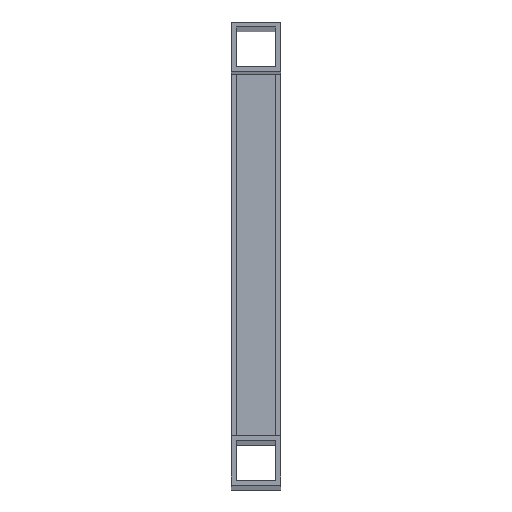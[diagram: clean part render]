
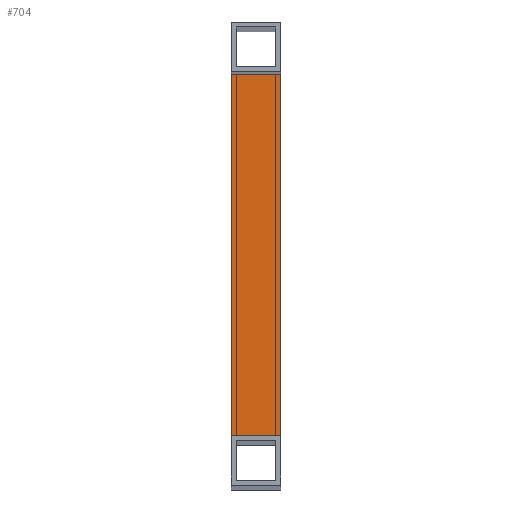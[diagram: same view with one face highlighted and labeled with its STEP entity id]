
A CAD part, top view. The second image highlights one B-rep face of the part: STEP entity #704.
In plain terms, the highlighted planar face has unit normal (0, 0, 1).
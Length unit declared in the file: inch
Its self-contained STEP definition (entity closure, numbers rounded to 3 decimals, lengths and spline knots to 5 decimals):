
#40=FACE_OUTER_BOUND('',#81,.T.);
#81=EDGE_LOOP('',(#556,#557,#558,#559));
#137=LINE('',#1022,#233);
#157=LINE('',#1060,#253);
#165=LINE('',#1075,#261);
#170=LINE('',#1085,#266);
#233=VECTOR('',#838,9.1);
#253=VECTOR('',#862,1.25);
#261=VECTOR('',#872,9.1);
#266=VECTOR('',#879,1.25);
#320=VERTEX_POINT('',#1019);
#321=VERTEX_POINT('',#1021);
#337=VERTEX_POINT('',#1058);
#343=VERTEX_POINT('',#1073);
#393=EDGE_CURVE('',#320,#321,#137,.T.);
#413=EDGE_CURVE('',#337,#320,#157,.T.);
#421=EDGE_CURVE('',#343,#337,#165,.T.);
#426=EDGE_CURVE('',#321,#343,#170,.T.);
#556=ORIENTED_EDGE('',*,*,#426,.F.);
#557=ORIENTED_EDGE('',*,*,#393,.F.);
#558=ORIENTED_EDGE('',*,*,#413,.F.);
#559=ORIENTED_EDGE('',*,*,#421,.F.);
#666=PLANE('',#753);
#704=ADVANCED_FACE('',(#40),#666,.T.);
#753=AXIS2_PLACEMENT_3D('',#1084,#877,#878);
#838=DIRECTION('',(0.,-1.,0.));
#862=DIRECTION('',(1.,0.,0.));
#872=DIRECTION('',(0.,1.,0.));
#877=DIRECTION('center_axis',(0.,0.,1.));
#878=DIRECTION('ref_axis',(-0.5,0.866,0.));
#879=DIRECTION('',(-1.,0.,0.));
#1019=CARTESIAN_POINT('',(-8.79589,4.55,35.75));
#1021=CARTESIAN_POINT('',(-8.79589,-4.55,35.75));
#1022=CARTESIAN_POINT('',(-8.79589,4.55,35.75));
#1058=CARTESIAN_POINT('',(-10.04589,4.55,35.75));
#1060=CARTESIAN_POINT('',(-10.04589,4.55,35.75));
#1073=CARTESIAN_POINT('',(-10.04589,-4.55,35.75));
#1075=CARTESIAN_POINT('',(-10.04589,-4.55,35.75));
#1084=CARTESIAN_POINT('Origin',(-9.42089,-22736.12556,35.75));
#1085=CARTESIAN_POINT('',(-8.79589,-4.55,35.75));
